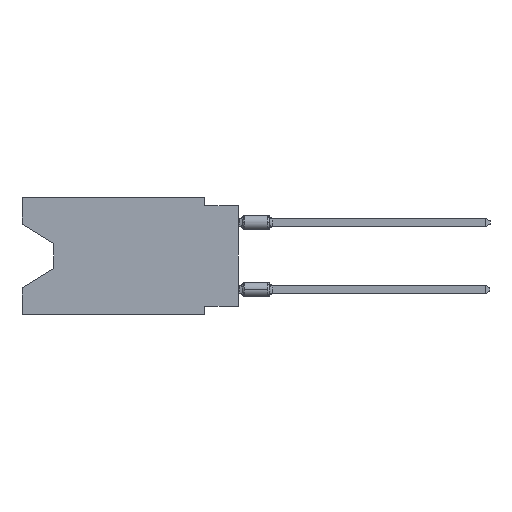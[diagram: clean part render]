
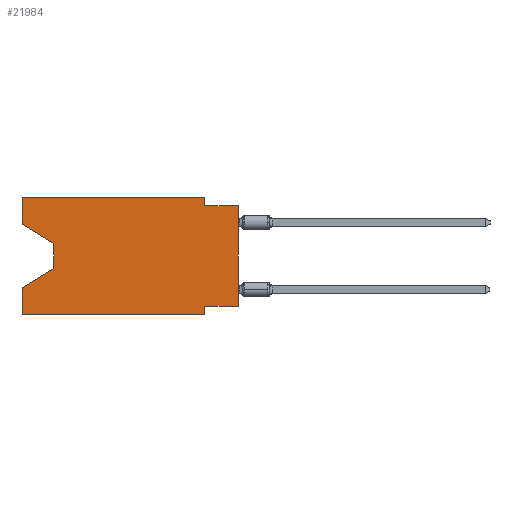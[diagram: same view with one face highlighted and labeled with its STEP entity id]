
A CAD part, left-side view. The second image highlights one B-rep face of the part: STEP entity #21984.
In plain terms, the highlighted planar face has unit normal (-1, 0, 0).
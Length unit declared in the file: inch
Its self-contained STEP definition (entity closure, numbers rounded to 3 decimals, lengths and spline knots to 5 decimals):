
#35 = DIRECTION ( 'NONE',  ( 0., -1., 0. ) ) ;
#323 = DIRECTION ( 'NONE',  ( 0., 0., 1. ) ) ;
#1256 = CARTESIAN_POINT ( 'NONE',  ( 0., 0.645, 0. ) ) ;
#2079 = CARTESIAN_POINT ( 'NONE',  ( 0., 0.1, -0.35 ) ) ;
#2708 = VECTOR ( 'NONE', #6466, 39.37008 ) ;
#2973 = LINE ( 'NONE', #14828, #21006 ) ;
#3352 = VERTEX_POINT ( 'NONE', #10082 ) ;
#3475 = LINE ( 'NONE', #11597, #22306 ) ;
#3748 = VECTOR ( 'NONE', #16717, 39.37008 ) ;
#4302 = CARTESIAN_POINT ( 'NONE',  ( 0., 0., 0. ) ) ;
#4922 = VERTEX_POINT ( 'NONE', #25586 ) ;
#5108 = LINE ( 'NONE', #19876, #7146 ) ;
#5776 = VECTOR ( 'NONE', #323, 39.37008 ) ;
#6466 = DIRECTION ( 'NONE',  ( 0., 0., -1. ) ) ;
#6730 = VERTEX_POINT ( 'NONE', #12272 ) ;
#7067 = ORIENTED_EDGE ( 'NONE', *, *, #18680, .T. ) ;
#7146 = VECTOR ( 'NONE', #13509, 39.37008 ) ;
#7479 = ORIENTED_EDGE ( 'NONE', *, *, #24415, .F. ) ;
#7502 = DIRECTION ( 'NONE',  ( 0., -1., 0. ) ) ;
#8067 = CARTESIAN_POINT ( 'NONE',  ( 0., 0.55, -0.212 ) ) ;
#8199 = EDGE_CURVE ( 'NONE', #11681, #6730, #8610, .T. ) ;
#8236 = ORIENTED_EDGE ( 'NONE', *, *, #18827, .T. ) ;
#8288 = CARTESIAN_POINT ( 'NONE',  ( 0., 0., -0.325 ) ) ;
#8326 = ORIENTED_EDGE ( 'NONE', *, *, #14658, .F. ) ;
#8548 = CARTESIAN_POINT ( 'NONE',  ( 0., 0.645, -0.35 ) ) ;
#8610 = LINE ( 'NONE', #24817, #3748 ) ;
#9116 = DIRECTION ( 'NONE',  ( 0., 0., 1. ) ) ;
#9251 = DIRECTION ( 'NONE',  ( 0., -0.855, -0.519 ) ) ;
#9291 = CARTESIAN_POINT ( 'NONE',  ( 0., 0., -0.025 ) ) ;
#9385 = DIRECTION ( 'NONE',  ( 1., 0., 0. ) ) ;
#9519 = CARTESIAN_POINT ( 'NONE',  ( 0., 0.1, -0.325 ) ) ;
#9634 = EDGE_CURVE ( 'NONE', #3352, #11681, #18749, .T. ) ;
#9902 = DIRECTION ( 'NONE',  ( 0., 0., -1. ) ) ;
#10005 = CARTESIAN_POINT ( 'NONE',  ( 0., 0.645, -0.35 ) ) ;
#10006 = CARTESIAN_POINT ( 'NONE',  ( 0., 0.645, 0. ) ) ;
#10082 = CARTESIAN_POINT ( 'NONE',  ( 0., 0.55, -0.138 ) ) ;
#10092 = ORIENTED_EDGE ( 'NONE', *, *, #9634, .T. ) ;
#10094 = VECTOR ( 'NONE', #9116, 39.37008 ) ;
#10233 = ORIENTED_EDGE ( 'NONE', *, *, #21952, .F. ) ;
#10779 = ORIENTED_EDGE ( 'NONE', *, *, #19528, .T. ) ;
#11597 = CARTESIAN_POINT ( 'NONE',  ( 0., 0.1, 0. ) ) ;
#11627 = CARTESIAN_POINT ( 'NONE',  ( 0., 0.645, 0. ) ) ;
#11681 = VERTEX_POINT ( 'NONE', #8067 ) ;
#11956 = ORIENTED_EDGE ( 'NONE', *, *, #8199, .T. ) ;
#12160 = DIRECTION ( 'NONE',  ( 0., -1., 0. ) ) ;
#12218 = LINE ( 'NONE', #26118, #21055 ) ;
#12226 = AXIS2_PLACEMENT_3D ( 'NONE', #1256, #9385, #9902 ) ;
#12272 = CARTESIAN_POINT ( 'NONE',  ( 0., 0.645, -0.26975 ) ) ;
#12637 = CARTESIAN_POINT ( 'NONE',  ( 0., 0.55, -0.138 ) ) ;
#13388 = VERTEX_POINT ( 'NONE', #9291 ) ;
#13509 = DIRECTION ( 'NONE',  ( 0., 1., 0. ) ) ;
#13582 = CARTESIAN_POINT ( 'NONE',  ( 0., 0.1, -0.025 ) ) ;
#13877 = DIRECTION ( 'NONE',  ( 0., 0., 1. ) ) ;
#14184 = LINE ( 'NONE', #2079, #2708 ) ;
#14289 = VECTOR ( 'NONE', #7502, 39.37008 ) ;
#14508 = EDGE_CURVE ( 'NONE', #22379, #6730, #19316, .T. ) ;
#14658 = EDGE_CURVE ( 'NONE', #15609, #22682, #3475, .T. ) ;
#14677 = CARTESIAN_POINT ( 'NONE',  ( 0., 0.1, 0. ) ) ;
#14828 = CARTESIAN_POINT ( 'NONE',  ( 0., 0.645, -0.08025 ) ) ;
#15326 = LINE ( 'NONE', #21711, #14289 ) ;
#15391 = EDGE_CURVE ( 'NONE', #24314, #15609, #12218, .T. ) ;
#15609 = VERTEX_POINT ( 'NONE', #14677 ) ;
#15622 = FACE_OUTER_BOUND ( 'NONE', #15755, .T. ) ;
#15677 = EDGE_CURVE ( 'NONE', #22682, #13388, #15326, .T. ) ;
#15692 = ORIENTED_EDGE ( 'NONE', *, *, #14508, .F. ) ;
#15755 = EDGE_LOOP ( 'NONE', ( #7067, #10092, #11956, #15692, #8236, #7479, #25217, #10779, #19603, #8326, #24400, #10233 ) ) ;
#16717 = DIRECTION ( 'NONE',  ( 0., 0.855, -0.519 ) ) ;
#17131 = VERTEX_POINT ( 'NONE', #9519 ) ;
#17330 = CARTESIAN_POINT ( 'NONE',  ( 0., 0.1, -0.35 ) ) ;
#17630 = LINE ( 'NONE', #11627, #10094 ) ;
#17663 = CARTESIAN_POINT ( 'NONE',  ( 0., 0.645, 0. ) ) ;
#18048 = VECTOR ( 'NONE', #13877, 39.37008 ) ;
#18680 = EDGE_CURVE ( 'NONE', #4922, #3352, #2973, .T. ) ;
#18749 = LINE ( 'NONE', #12637, #24707 ) ;
#18827 = EDGE_CURVE ( 'NONE', #22379, #23974, #20122, .T. ) ;
#18942 = LINE ( 'NONE', #4302, #5776 ) ;
#18947 = VERTEX_POINT ( 'NONE', #8288 ) ;
#19316 = LINE ( 'NONE', #10006, #18048 ) ;
#19484 = PLANE ( 'NONE',  #12226 ) ;
#19528 = EDGE_CURVE ( 'NONE', #18947, #13388, #18942, .T. ) ;
#19603 = ORIENTED_EDGE ( 'NONE', *, *, #15677, .F. ) ;
#19714 = DIRECTION ( 'NONE',  ( 0., 0., -1. ) ) ;
#19876 = CARTESIAN_POINT ( 'NONE',  ( 0., 0., -0.325 ) ) ;
#20122 = LINE ( 'NONE', #8548, #26108 ) ;
#20749 = DIRECTION ( 'NONE',  ( 0., 0., -1. ) ) ;
#21006 = VECTOR ( 'NONE', #9251, 39.37008 ) ;
#21055 = VECTOR ( 'NONE', #12160, 39.37008 ) ;
#21711 = CARTESIAN_POINT ( 'NONE',  ( 0., 0., -0.025 ) ) ;
#21952 = EDGE_CURVE ( 'NONE', #4922, #24314, #17630, .T. ) ;
#21984 = ADVANCED_FACE ( 'NONE', ( #15622 ), #19484, .F. ) ;
#22306 = VECTOR ( 'NONE', #19714, 39.37008 ) ;
#22379 = VERTEX_POINT ( 'NONE', #10005 ) ;
#22682 = VERTEX_POINT ( 'NONE', #13582 ) ;
#23535 = EDGE_CURVE ( 'NONE', #18947, #17131, #5108, .T. ) ;
#23974 = VERTEX_POINT ( 'NONE', #17330 ) ;
#24314 = VERTEX_POINT ( 'NONE', #17663 ) ;
#24400 = ORIENTED_EDGE ( 'NONE', *, *, #15391, .F. ) ;
#24415 = EDGE_CURVE ( 'NONE', #17131, #23974, #14184, .T. ) ;
#24707 = VECTOR ( 'NONE', #20749, 39.37008 ) ;
#24817 = CARTESIAN_POINT ( 'NONE',  ( 0., 0.55, -0.212 ) ) ;
#25217 = ORIENTED_EDGE ( 'NONE', *, *, #23535, .F. ) ;
#25586 = CARTESIAN_POINT ( 'NONE',  ( 0., 0.645, -0.08025 ) ) ;
#26108 = VECTOR ( 'NONE', #35, 39.37008 ) ;
#26118 = CARTESIAN_POINT ( 'NONE',  ( 0., 0.645, 0. ) ) ;
